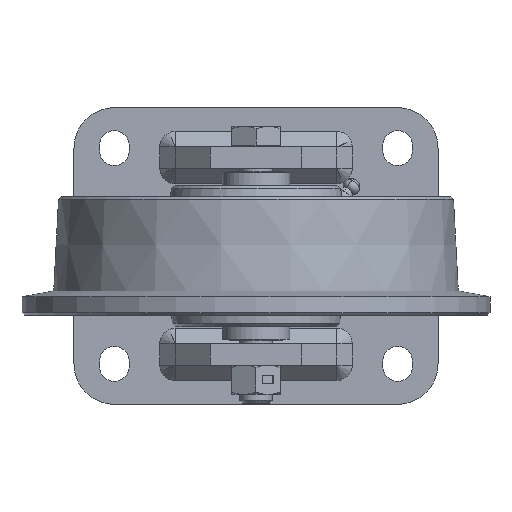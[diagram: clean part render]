
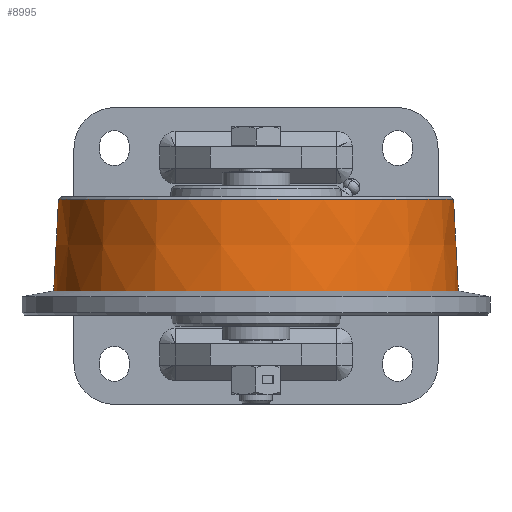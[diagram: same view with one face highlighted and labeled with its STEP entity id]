
A CAD part, front view. The second image highlights one B-rep face of the part: STEP entity #8995.
In plain terms, the highlighted conical face has half-angle 3 degrees and reference radius 75 mm.
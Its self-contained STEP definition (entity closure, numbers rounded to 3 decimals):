
#630 = AXIS2_PLACEMENT_3D ( 'NONE', #10587, #30046, #32954 ) ;
#1356 = VERTEX_POINT ( 'NONE', #9377 ) ;
#3524 = VERTEX_POINT ( 'NONE', #3759 ) ;
#3759 = CARTESIAN_POINT ( 'NONE',  ( -37.438, -60.012, -13. ) ) ;
#4033 = FACE_BOUND ( 'NONE', #30407, .T. ) ;
#4529 = EDGE_LOOP ( 'NONE', ( #5983 ) ) ;
#5983 = ORIENTED_EDGE ( 'NONE', *, *, #26591, .T. ) ;
#6201 = FACE_OUTER_BOUND ( 'NONE', #4529, .T. ) ;
#8995 = ADVANCED_FACE ( 'NONE', ( #6201, #4033 ), #20172, .T. ) ;
#9297 = CIRCLE ( 'NONE', #30767, 75. ) ;
#9377 = CARTESIAN_POINT ( 'NONE',  ( -36.549, -61.557, 21.001 ) ) ;
#10587 = CARTESIAN_POINT ( 'NONE',  ( 0., -125., -13. ) ) ;
#12967 = DIRECTION ( 'NONE',  ( -0.499, 0.867, 0. ) ) ;
#14139 = EDGE_CURVE ( 'NONE', #1356, #1356, #17521, .T. ) ;
#16848 = ORIENTED_EDGE ( 'NONE', *, *, #14139, .T. ) ;
#17521 = CIRCLE ( 'NONE', #32373, 73.218 ) ;
#20172 = CONICAL_SURFACE ( 'NONE', #630, 75., 0.052 ) ;
#21978 = DIRECTION ( 'NONE',  ( 0., 0., 1. ) ) ;
#22325 = CARTESIAN_POINT ( 'NONE',  ( 0., -125., -13. ) ) ;
#26591 = EDGE_CURVE ( 'NONE', #3524, #3524, #9297, .T. ) ;
#27893 = DIRECTION ( 'NONE',  ( -0.499, 0.867, 0. ) ) ;
#30046 = DIRECTION ( 'NONE',  ( 0., 0., -1. ) ) ;
#30407 = EDGE_LOOP ( 'NONE', ( #16848 ) ) ;
#30767 = AXIS2_PLACEMENT_3D ( 'NONE', #22325, #21978, #27893 ) ;
#32373 = AXIS2_PLACEMENT_3D ( 'NONE', #35173, #32625, #12967 ) ;
#32625 = DIRECTION ( 'NONE',  ( 0., 0., -1. ) ) ;
#32954 = DIRECTION ( 'NONE',  ( -0.499, 0.867, 0. ) ) ;
#35173 = CARTESIAN_POINT ( 'NONE',  ( 0., -125., 21.001 ) ) ;
